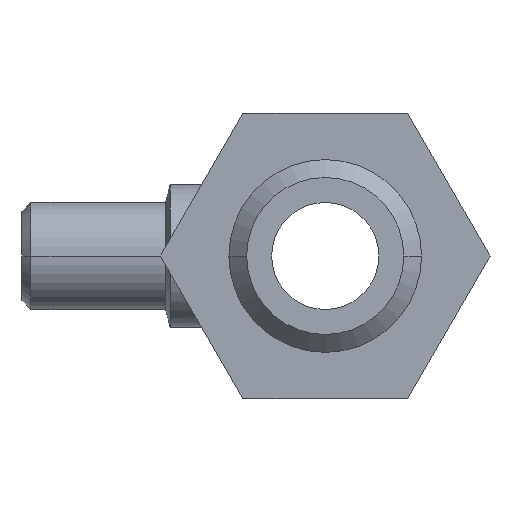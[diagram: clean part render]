
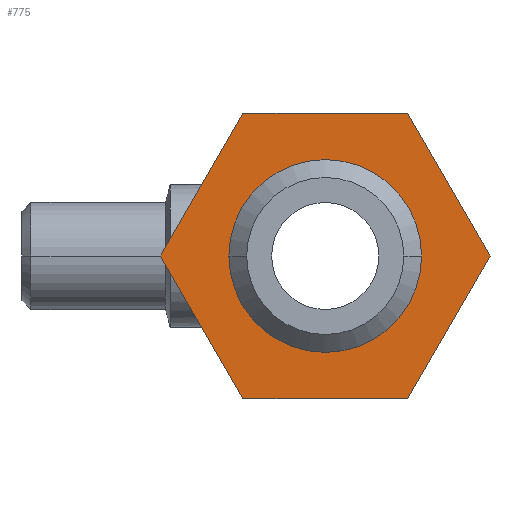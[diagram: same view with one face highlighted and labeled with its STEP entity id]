
A CAD part, left-side view. The second image highlights one B-rep face of the part: STEP entity #775.
In plain terms, the highlighted planar face has unit normal (-1, 0, 0).
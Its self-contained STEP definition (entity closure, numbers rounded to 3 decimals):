
#341 = EDGE_CURVE( '', #891, #435, #987, .T. );
#435 = VERTEX_POINT( '', #1090 );
#503 = VERTEX_POINT( '', #1166 );
#541 = EDGE_CURVE( '', #629, #599, #1208, .T. );
#575 = VERTEX_POINT( '', #1244 );
#599 = VERTEX_POINT( '', #1269 );
#629 = VERTEX_POINT( '', #1303 );
#635 = EDGE_CURVE( '', #575, #825, #1310, .T. );
#655 = VERTEX_POINT( '', #1331 );
#693 = EDGE_CURVE( '', #599, #629, #1376, .T. );
#775 = ADVANCED_FACE( '', ( #1473, #1474 ), #1475, .T. );
#777 = EDGE_CURVE( '', #503, #575, #1477, .T. );
#809 = EDGE_CURVE( '', #435, #503, #1512, .T. );
#825 = VERTEX_POINT( '', #1530 );
#887 = EDGE_CURVE( '', #655, #891, #1601, .T. );
#891 = VERTEX_POINT( '', #1605 );
#933 = EDGE_CURVE( '', #825, #655, #1653, .T. );
#987 = LINE( '', #1705, #1706 );
#1090 = CARTESIAN_POINT( '', ( -66.125, 9.238, -16. ) );
#1166 = CARTESIAN_POINT( '', ( -66.125, -9.238, -16. ) );
#1208 = CIRCLE( '', #2132, 10.805 );
#1244 = CARTESIAN_POINT( '', ( -66.125, -18.475, 0. ) );
#1269 = CARTESIAN_POINT( '', ( -66.125, 10.805, 0. ) );
#1303 = CARTESIAN_POINT( '', ( -66.125, -10.805, 0. ) );
#1310 = LINE( '', #2283, #2284 );
#1331 = CARTESIAN_POINT( '', ( -66.125, 9.238, 16. ) );
#1376 = CIRCLE( '', #2417, 10.805 );
#1473 = FACE_OUTER_BOUND( '', #2642, .T. );
#1474 = FACE_BOUND( '', #2643, .T. );
#1475 = PLANE( '', #2644 );
#1477 = LINE( '', #2647, #2648 );
#1512 = LINE( '', #2717, #2718 );
#1530 = CARTESIAN_POINT( '', ( -66.125, -9.238, 16. ) );
#1601 = LINE( '', #2888, #2889 );
#1605 = CARTESIAN_POINT( '', ( -66.125, 18.475, 0. ) );
#1653 = LINE( '', #3001, #3002 );
#1705 = CARTESIAN_POINT( '', ( -66.125, 13.722, -8.232 ) );
#1706 = VECTOR( '', #3053, 1. );
#2132 = AXIS2_PLACEMENT_3D( '', #3292, #3293, #3294 );
#2283 = CARTESIAN_POINT( '', ( -66.125, -9.372, 15.768 ) );
#2284 = VECTOR( '', #3397, 1. );
#2417 = AXIS2_PLACEMENT_3D( '', #3474, #3475, #3476 );
#2642 = EDGE_LOOP( '', ( #3627, #3628, #3629, #3630, #3631, #3632 ) );
#2643 = EDGE_LOOP( '', ( #3633, #3634 ) );
#2644 = AXIS2_PLACEMENT_3D( '', #3635, #3636, #3637 );
#2647 = CARTESIAN_POINT( '', ( -66.125, -13.99, -7.768 ) );
#2648 = VECTOR( '', #3638, 1. );
#2717 = CARTESIAN_POINT( '', ( -66.125, 4.083, -16. ) );
#2718 = VECTOR( '', #3678, 1. );
#2888 = CARTESIAN_POINT( '', ( -66.125, 18.341, 0.232 ) );
#2889 = VECTOR( '', #3800, 1. );
#3001 = CARTESIAN_POINT( '', ( -66.125, 13.32, 16. ) );
#3002 = VECTOR( '', #3861, 1. );
#3053 = DIRECTION( '', ( 0., -0.5, -0.866 ) );
#3292 = CARTESIAN_POINT( '', ( -66.125, 0., 0. ) );
#3293 = DIRECTION( '', ( -1., 0., 0. ) );
#3294 = DIRECTION( '', ( 0., 1., 0. ) );
#3397 = DIRECTION( '', ( 0., 0.5, 0.866 ) );
#3474 = CARTESIAN_POINT( '', ( -66.125, 0., 0. ) );
#3475 = DIRECTION( '', ( -1., 0., 0. ) );
#3476 = DIRECTION( '', ( 0., 1., 0. ) );
#3627 = ORIENTED_EDGE( '', *, *, #933, .T. );
#3628 = ORIENTED_EDGE( '', *, *, #887, .T. );
#3629 = ORIENTED_EDGE( '', *, *, #341, .T. );
#3630 = ORIENTED_EDGE( '', *, *, #809, .T. );
#3631 = ORIENTED_EDGE( '', *, *, #777, .T. );
#3632 = ORIENTED_EDGE( '', *, *, #635, .T. );
#3633 = ORIENTED_EDGE( '', *, *, #693, .F. );
#3634 = ORIENTED_EDGE( '', *, *, #541, .F. );
#3635 = CARTESIAN_POINT( '', ( -66.125, 17.403, 0. ) );
#3636 = DIRECTION( '', ( -1., 0., 0. ) );
#3637 = DIRECTION( '', ( 0., 1., 0. ) );
#3638 = DIRECTION( '', ( 0., -0.5, 0.866 ) );
#3678 = DIRECTION( '', ( 0., -1., 0. ) );
#3800 = DIRECTION( '', ( 0., 0.5, -0.866 ) );
#3861 = DIRECTION( '', ( 0., 1., 0. ) );
